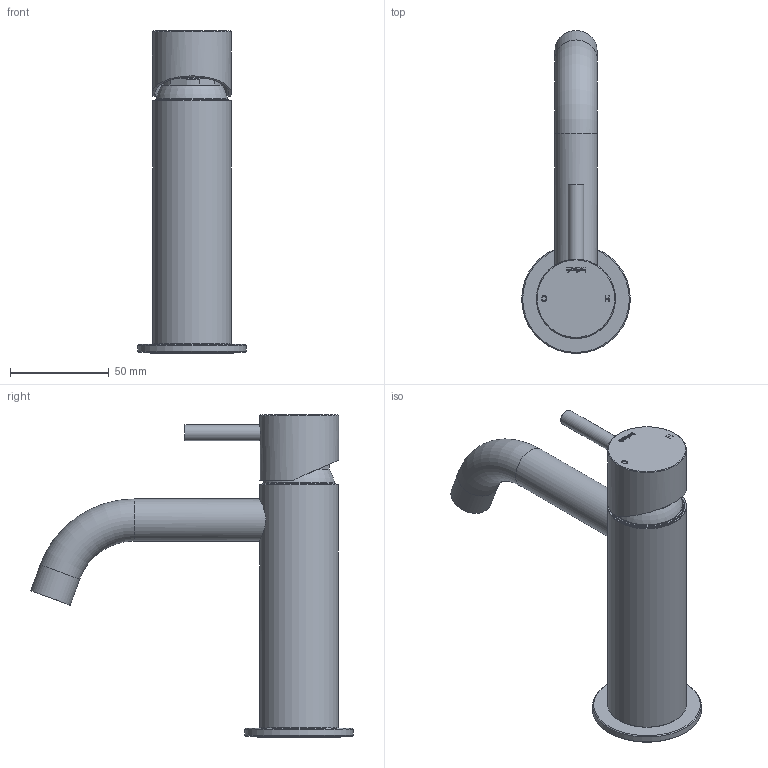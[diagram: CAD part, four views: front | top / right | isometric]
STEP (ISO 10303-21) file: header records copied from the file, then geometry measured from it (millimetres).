
FILE_DESCRIPTION(/* description */ ('Unknown'),/* implementation_level */ '2;1');
FILE_NAME(/* name */ 'AR003',/* time_stamp */ '2017-01-17T16:55:09+01:00',/* author */ ('Unknown'),/* organization */ ('Unknown'),/* preprocessor_version */ 'ST-DEVELOPER v16.7',/* originating_system */ 'DEX',/* authorisation */ $);
FILE_SCHEMA (('AUTOMOTIVE_DESIGN {1 0 10303 214 3 1 1}'));
Length unit declared in the file: millimetre
Products named in the file (18): AR003; CARTUCCIA FA30(Default-_flexible1)_0; FA30-INSERTO_0; FA30-ASTA_0; FA30-GHIERA_0; FA30-CORPO_0; OR(OR_3156); ROSETTAZA_0; VG274; VITE TSPCE M4X12_0; FONDELLO CARTUCCIAFA30_0; LV027-MAN; CANNA 1; quadretto1_0; COPERCHIETTO 40mm ZANELLATO; premicartuccia FA30_0; CORPO LAVABO 1; AREATORE 18,5x1 LAVABO USA
Assembly tree (17 placements, depth 3):
  AR003
    CARTUCCIA FA30(Default-_flexible1)_0
      FA30-INSERTO_0
      FA30-ASTA_0
      FA30-GHIERA_0
      FA30-CORPO_0
    OR(OR_3156)
    ROSETTAZA_0
    VG274
    VITE TSPCE M4X12_0
    FONDELLO CARTUCCIAFA30_0
    LV027-MAN
    CANNA 1
    quadretto1_0
    COPERCHIETTO 40mm ZANELLATO
    premicartuccia FA30_0
    CORPO LAVABO 1
    AREATORE 18,5x1 LAVABO USA
Bounding box: 55 x 163.41 x 163.12 mm (x, y, z)
Volume: 117984.8 mm3; surface area: 84247 mm2
Topology: 16 solids, 132 shells, 1243 faces, 2416 edges, 1603 vertices
Faces by surface type: plane 654, cylinder 405, cone 71, torus 68, bspline 44, sphere 1
Full cylindrical faces by diameter (mm): 0.75 x232, 0.913 x1, 0.916 x1, 3.02 x1, 3.2 x1, 3.3 x1, 3.5 x2, 4 x1, 4.3 x1, 4.8 x1, 5 x1, 6 x1, 6.8 x1, 7 x4, 7.9 x1, 8 x5, 9 x2, 10.7 x2, 11 x1, 12.2 x1, 13.5 x1, 13.8 x1, 14 x3, 15 x1, 15.5 x1, 16 x2, 17 x2, 17.3 x2, 17.4 x1, 17.55 x1
Entity records: 33188 total; most frequent: CARTESIAN_POINT 6411, DIRECTION 5155, ORIENTED_EDGE 3688, AXIS2_PLACEMENT_3D 2276, EDGE_CURVE 1844, FACE_BOUND 1826, EDGE_LOOP 1818, VERTEX_POINT 1426
